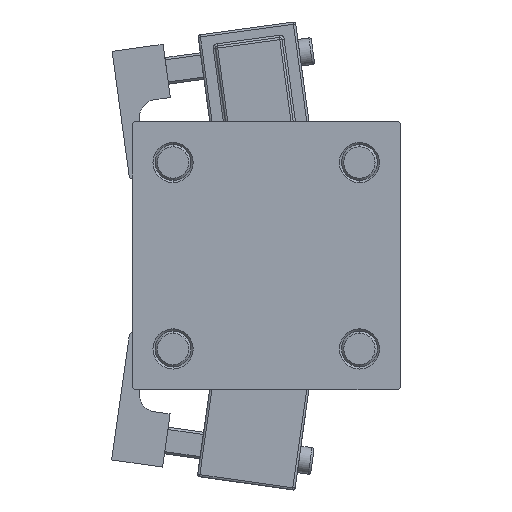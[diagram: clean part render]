
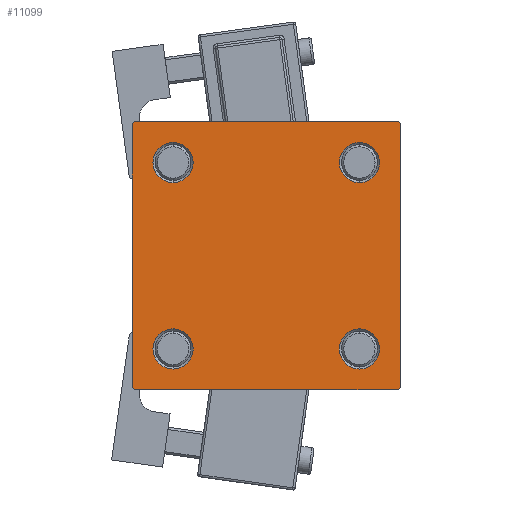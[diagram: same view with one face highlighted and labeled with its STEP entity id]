
A CAD part, left-side view. The second image highlights one B-rep face of the part: STEP entity #11099.
In plain terms, the highlighted planar face has unit normal (-1, 0, 0).
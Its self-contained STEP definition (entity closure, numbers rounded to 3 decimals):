
#183 = ORIENTED_EDGE ( 'NONE', *, *, #1685, .T. ) ;
#595 = VERTEX_POINT ( 'NONE', #40012 ) ;
#1063 = VERTEX_POINT ( 'NONE', #4377 ) ;
#1685 = EDGE_CURVE ( 'NONE', #4192, #39914, #4451, .T. ) ;
#1770 = PLANE ( 'NONE',  #28334 ) ;
#1909 = EDGE_CURVE ( 'NONE', #8095, #7928, #9371, .T. ) ;
#2406 = VECTOR ( 'NONE', #41190, 1000. ) ;
#2650 = CARTESIAN_POINT ( 'NONE',  ( 0., 20.85, 20.85 ) ) ;
#3452 = VERTEX_POINT ( 'NONE', #35981 ) ;
#4034 = ORIENTED_EDGE ( 'NONE', *, *, #4902, .T. ) ;
#4192 = VERTEX_POINT ( 'NONE', #38133 ) ;
#4377 = CARTESIAN_POINT ( 'NONE',  ( 0., 30., 29.5 ) ) ;
#4398 = CARTESIAN_POINT ( 'NONE',  ( 0., -20.85, -25.35 ) ) ;
#4451 = CIRCLE ( 'NONE', #16227, 4.5 ) ;
#4589 = CARTESIAN_POINT ( 'NONE',  ( 0., 29.5, -30. ) ) ;
#4902 = EDGE_CURVE ( 'NONE', #8095, #48516, #38783, .T. ) ;
#5197 = FACE_BOUND ( 'NONE', #8929, .T. ) ;
#5321 = VECTOR ( 'NONE', #32827, 1000. ) ;
#5969 = DIRECTION ( 'NONE',  ( -1., 0., 0. ) ) ;
#6515 = DIRECTION ( 'NONE',  ( 0., 0., 1. ) ) ;
#6583 = DIRECTION ( 'NONE',  ( 0., 0., 1. ) ) ;
#6775 = DIRECTION ( 'NONE',  ( 1., 0., 0. ) ) ;
#6952 = VECTOR ( 'NONE', #30637, 1000. ) ;
#7319 = CARTESIAN_POINT ( 'NONE',  ( 0., 20.85, 20.85 ) ) ;
#7578 = ORIENTED_EDGE ( 'NONE', *, *, #24318, .T. ) ;
#7928 = VERTEX_POINT ( 'NONE', #41440 ) ;
#8095 = VERTEX_POINT ( 'NONE', #18778 ) ;
#8221 = AXIS2_PLACEMENT_3D ( 'NONE', #10259, #30288, #10514 ) ;
#8929 = EDGE_LOOP ( 'NONE', ( #43422, #18148 ) ) ;
#9035 = CARTESIAN_POINT ( 'NONE',  ( 0., 29.75, -29.75 ) ) ;
#9142 = EDGE_CURVE ( 'NONE', #24522, #22286, #37588, .T. ) ;
#9302 = VECTOR ( 'NONE', #28313, 1000. ) ;
#9371 = LINE ( 'NONE', #16752, #5321 ) ;
#9406 = FACE_BOUND ( 'NONE', #52110, .T. ) ;
#9489 = DIRECTION ( 'NONE',  ( 0., -1., 0. ) ) ;
#10259 = CARTESIAN_POINT ( 'NONE',  ( 0., -20.85, -20.85 ) ) ;
#10374 = CARTESIAN_POINT ( 'NONE',  ( 0., 20.85, -20.85 ) ) ;
#10514 = DIRECTION ( 'NONE',  ( 0., 0., 1. ) ) ;
#10950 = ORIENTED_EDGE ( 'NONE', *, *, #50167, .T. ) ;
#11096 = AXIS2_PLACEMENT_3D ( 'NONE', #45832, #37678, #13184 ) ;
#11099 = ADVANCED_FACE ( 'NONE', ( #5197, #46269, #9406, #26009, #17578 ), #1770, .T. ) ;
#11120 = CARTESIAN_POINT ( 'NONE',  ( 0., 29.75, 29.75 ) ) ;
#11284 = AXIS2_PLACEMENT_3D ( 'NONE', #10374, #14596, #26464 ) ;
#12627 = ORIENTED_EDGE ( 'NONE', *, *, #46913, .F. ) ;
#13184 = DIRECTION ( 'NONE',  ( 0., 0., 1. ) ) ;
#13715 = EDGE_LOOP ( 'NONE', ( #41998, #33212 ) ) ;
#14562 = CIRCLE ( 'NONE', #17951, 4.5 ) ;
#14596 = DIRECTION ( 'NONE',  ( 1., 0., 0. ) ) ;
#15706 = ORIENTED_EDGE ( 'NONE', *, *, #44004, .T. ) ;
#15899 = CARTESIAN_POINT ( 'NONE',  ( 0., 20.85, 25.35 ) ) ;
#16227 = AXIS2_PLACEMENT_3D ( 'NONE', #18913, #6775, #6515 ) ;
#16446 = LINE ( 'NONE', #40666, #2406 ) ;
#16625 = EDGE_LOOP ( 'NONE', ( #10950, #38668, #15706, #43343, #49571, #4034, #12627, #18405 ) ) ;
#16752 = CARTESIAN_POINT ( 'NONE',  ( 0., -30., 30. ) ) ;
#17578 = FACE_OUTER_BOUND ( 'NONE', #16625, .T. ) ;
#17951 = AXIS2_PLACEMENT_3D ( 'NONE', #2650, #30049, #6583 ) ;
#18148 = ORIENTED_EDGE ( 'NONE', *, *, #26511, .T. ) ;
#18405 = ORIENTED_EDGE ( 'NONE', *, *, #28161, .T. ) ;
#18778 = CARTESIAN_POINT ( 'NONE',  ( 0., -30., 29.5 ) ) ;
#18913 = CARTESIAN_POINT ( 'NONE',  ( 0., 20.85, -20.85 ) ) ;
#19764 = VERTEX_POINT ( 'NONE', #31722 ) ;
#20154 = EDGE_CURVE ( 'NONE', #3452, #7928, #36209, .T. ) ;
#20547 = DIRECTION ( 'NONE',  ( 0., 0., -1. ) ) ;
#20893 = CARTESIAN_POINT ( 'NONE',  ( 0., -20.85, 16.35 ) ) ;
#22286 = VERTEX_POINT ( 'NONE', #20893 ) ;
#22408 = CARTESIAN_POINT ( 'NONE',  ( 0., -20.85, 20.85 ) ) ;
#24188 = CARTESIAN_POINT ( 'NONE',  ( 0., -20.85, 25.35 ) ) ;
#24318 = EDGE_CURVE ( 'NONE', #595, #42657, #42160, .T. ) ;
#24373 = CARTESIAN_POINT ( 'NONE',  ( 0., -29.75, -29.75 ) ) ;
#24522 = VERTEX_POINT ( 'NONE', #24188 ) ;
#26009 = FACE_BOUND ( 'NONE', #32881, .T. ) ;
#26121 = CARTESIAN_POINT ( 'NONE',  ( 0., 30., -29.5 ) ) ;
#26182 = EDGE_CURVE ( 'NONE', #31313, #49725, #36329, .T. ) ;
#26464 = DIRECTION ( 'NONE',  ( 0., 0., 1. ) ) ;
#26511 = EDGE_CURVE ( 'NONE', #22286, #24522, #36365, .T. ) ;
#26853 = DIRECTION ( 'NONE',  ( 0., 0., 1. ) ) ;
#26901 = DIRECTION ( 'NONE',  ( 0., 0., 1. ) ) ;
#27741 = VECTOR ( 'NONE', #20547, 1000. ) ;
#28161 = EDGE_CURVE ( 'NONE', #19764, #1063, #42745, .T. ) ;
#28313 = DIRECTION ( 'NONE',  ( 0., -0.707, 0.707 ) ) ;
#28334 = AXIS2_PLACEMENT_3D ( 'NONE', #49702, #5969, #37069 ) ;
#28539 = EDGE_CURVE ( 'NONE', #42657, #595, #14562, .T. ) ;
#30049 = DIRECTION ( 'NONE',  ( 1., 0., 0. ) ) ;
#30270 = VECTOR ( 'NONE', #9489, 1000. ) ;
#30288 = DIRECTION ( 'NONE',  ( 1., 0., 0. ) ) ;
#30515 = ORIENTED_EDGE ( 'NONE', *, *, #31346, .T. ) ;
#30637 = DIRECTION ( 'NONE',  ( 0., 0.707, -0.707 ) ) ;
#31313 = VERTEX_POINT ( 'NONE', #46203 ) ;
#31346 = EDGE_CURVE ( 'NONE', #39914, #4192, #49966, .T. ) ;
#31722 = CARTESIAN_POINT ( 'NONE',  ( 0., 29.5, 30. ) ) ;
#32398 = LINE ( 'NONE', #39787, #27741 ) ;
#32768 = CARTESIAN_POINT ( 'NONE',  ( 0., -29.5, 30. ) ) ;
#32827 = DIRECTION ( 'NONE',  ( 0., 0., -1. ) ) ;
#32853 = CARTESIAN_POINT ( 'NONE',  ( 0., 20.85, -16.35 ) ) ;
#32881 = EDGE_LOOP ( 'NONE', ( #36042, #7578 ) ) ;
#33212 = ORIENTED_EDGE ( 'NONE', *, *, #42095, .T. ) ;
#33546 = CARTESIAN_POINT ( 'NONE',  ( 0., -29.75, 29.75 ) ) ;
#35007 = VECTOR ( 'NONE', #49593, 1000. ) ;
#35981 = CARTESIAN_POINT ( 'NONE',  ( 0., -29.5, -30. ) ) ;
#36042 = ORIENTED_EDGE ( 'NONE', *, *, #28539, .T. ) ;
#36209 = LINE ( 'NONE', #24373, #9302 ) ;
#36329 = CIRCLE ( 'NONE', #11096, 4.5 ) ;
#36365 = CIRCLE ( 'NONE', #44786, 4.5 ) ;
#37069 = DIRECTION ( 'NONE',  ( 0., 0., 1. ) ) ;
#37228 = LINE ( 'NONE', #9035, #44576 ) ;
#37235 = VERTEX_POINT ( 'NONE', #26121 ) ;
#37588 = CIRCLE ( 'NONE', #47656, 4.5 ) ;
#37620 = DIRECTION ( 'NONE',  ( 0., 0., 1. ) ) ;
#37678 = DIRECTION ( 'NONE',  ( 1., 0., 0. ) ) ;
#37884 = CARTESIAN_POINT ( 'NONE',  ( 0., -20.85, 20.85 ) ) ;
#38133 = CARTESIAN_POINT ( 'NONE',  ( 0., 20.85, -25.35 ) ) ;
#38476 = DIRECTION ( 'NONE',  ( 1., 0., 0. ) ) ;
#38668 = ORIENTED_EDGE ( 'NONE', *, *, #47526, .T. ) ;
#38783 = LINE ( 'NONE', #33546, #35007 ) ;
#38811 = AXIS2_PLACEMENT_3D ( 'NONE', #7319, #42896, #26853 ) ;
#39317 = CIRCLE ( 'NONE', #8221, 4.5 ) ;
#39787 = CARTESIAN_POINT ( 'NONE',  ( 0., 30., 30. ) ) ;
#39914 = VERTEX_POINT ( 'NONE', #32853 ) ;
#40012 = CARTESIAN_POINT ( 'NONE',  ( 0., 20.85, 16.35 ) ) ;
#40191 = VERTEX_POINT ( 'NONE', #4589 ) ;
#40666 = CARTESIAN_POINT ( 'NONE',  ( 0., 30., -30. ) ) ;
#41190 = DIRECTION ( 'NONE',  ( 0., -1., 0. ) ) ;
#41440 = CARTESIAN_POINT ( 'NONE',  ( 0., -30., -29.5 ) ) ;
#41998 = ORIENTED_EDGE ( 'NONE', *, *, #26182, .T. ) ;
#42095 = EDGE_CURVE ( 'NONE', #49725, #31313, #39317, .T. ) ;
#42160 = CIRCLE ( 'NONE', #38811, 4.5 ) ;
#42657 = VERTEX_POINT ( 'NONE', #15899 ) ;
#42745 = LINE ( 'NONE', #11120, #6952 ) ;
#42896 = DIRECTION ( 'NONE',  ( 1., 0., 0. ) ) ;
#43343 = ORIENTED_EDGE ( 'NONE', *, *, #20154, .T. ) ;
#43422 = ORIENTED_EDGE ( 'NONE', *, *, #9142, .T. ) ;
#44004 = EDGE_CURVE ( 'NONE', #40191, #3452, #16446, .T. ) ;
#44576 = VECTOR ( 'NONE', #44861, 1000. ) ;
#44786 = AXIS2_PLACEMENT_3D ( 'NONE', #37884, #49979, #37620 ) ;
#44861 = DIRECTION ( 'NONE',  ( 0., -0.707, -0.707 ) ) ;
#45572 = CARTESIAN_POINT ( 'NONE',  ( 0., 30., 30. ) ) ;
#45832 = CARTESIAN_POINT ( 'NONE',  ( 0., -20.85, -20.85 ) ) ;
#46203 = CARTESIAN_POINT ( 'NONE',  ( 0., -20.85, -16.35 ) ) ;
#46269 = FACE_BOUND ( 'NONE', #13715, .T. ) ;
#46913 = EDGE_CURVE ( 'NONE', #19764, #48516, #49518, .T. ) ;
#47526 = EDGE_CURVE ( 'NONE', #37235, #40191, #37228, .T. ) ;
#47656 = AXIS2_PLACEMENT_3D ( 'NONE', #22408, #38476, #26901 ) ;
#48516 = VERTEX_POINT ( 'NONE', #32768 ) ;
#49518 = LINE ( 'NONE', #45572, #30270 ) ;
#49571 = ORIENTED_EDGE ( 'NONE', *, *, #1909, .F. ) ;
#49593 = DIRECTION ( 'NONE',  ( 0., 0.707, 0.707 ) ) ;
#49702 = CARTESIAN_POINT ( 'NONE',  ( 0., 0., 0. ) ) ;
#49725 = VERTEX_POINT ( 'NONE', #4398 ) ;
#49966 = CIRCLE ( 'NONE', #11284, 4.5 ) ;
#49979 = DIRECTION ( 'NONE',  ( 1., 0., 0. ) ) ;
#50167 = EDGE_CURVE ( 'NONE', #1063, #37235, #32398, .T. ) ;
#52110 = EDGE_LOOP ( 'NONE', ( #30515, #183 ) ) ;
